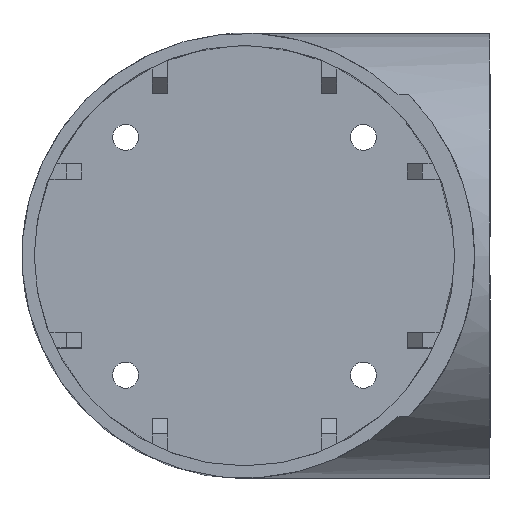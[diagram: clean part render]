
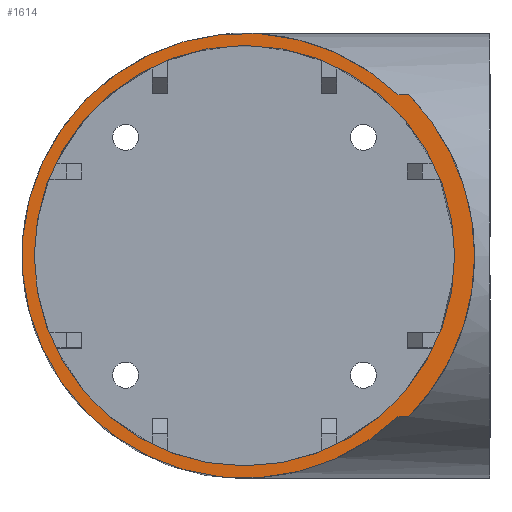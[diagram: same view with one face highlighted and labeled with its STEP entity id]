
A CAD part, top view. The second image highlights one B-rep face of the part: STEP entity #1614.
In plain terms, the highlighted planar face has unit normal (0, 0, 1).
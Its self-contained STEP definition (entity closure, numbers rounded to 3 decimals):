
#33 = CYLINDRICAL_SURFACE('',#34,29.);
#34 = AXIS2_PLACEMENT_3D('',#35,#36,#37);
#35 = CARTESIAN_POINT('',(0.,0.,0.));
#36 = DIRECTION('',(0.,0.,1.));
#37 = DIRECTION('',(1.,0.,0.));
#51 = CYLINDRICAL_SURFACE('',#52,29.);
#52 = AXIS2_PLACEMENT_3D('',#53,#54,#55);
#53 = CARTESIAN_POINT('',(0.,0.,30.));
#54 = DIRECTION('',(1.,0.,0.));
#55 = DIRECTION('',(0.,0.,-1.));
#133 = VERTEX_POINT('',#134);
#134 = CARTESIAN_POINT('',(20.,-21.,50.));
#168 = EDGE_CURVE('',#169,#133,#171,.T.);
#169 = VERTEX_POINT('',#170);
#170 = CARTESIAN_POINT('',(20.,21.,50.));
#171 = SURFACE_CURVE('',#172,(#177,#184),.PCURVE_S1.);
#172 = CIRCLE('',#173,29.);
#173 = AXIS2_PLACEMENT_3D('',#174,#175,#176);
#174 = CARTESIAN_POINT('',(0.,0.,50.));
#175 = DIRECTION('',(0.,0.,1.));
#176 = DIRECTION('',(1.,0.,0.));
#177 = PCURVE('',#33,#178);
#178 = DEFINITIONAL_REPRESENTATION('',(#179),#183);
#179 = LINE('',#180,#181);
#180 = CARTESIAN_POINT('',(0.,50.));
#181 = VECTOR('',#182,1.);
#182 = DIRECTION('',(1.,0.));
#183 = ( GEOMETRIC_REPRESENTATION_CONTEXT(2) 
PARAMETRIC_REPRESENTATION_CONTEXT() REPRESENTATION_CONTEXT('2D SPACE',''
  ) );
#184 = PCURVE('',#185,#190);
#185 = PLANE('',#186);
#186 = AXIS2_PLACEMENT_3D('',#187,#188,#189);
#187 = CARTESIAN_POINT('',(0.,0.,50.));
#188 = DIRECTION('',(0.,0.,1.));
#189 = DIRECTION('',(1.,0.,0.));
#190 = DEFINITIONAL_REPRESENTATION('',(#191),#195);
#191 = CIRCLE('',#192,29.);
#192 = AXIS2_PLACEMENT_2D('',#193,#194);
#193 = CARTESIAN_POINT('',(0.,0.));
#194 = DIRECTION('',(1.,0.));
#195 = ( GEOMETRIC_REPRESENTATION_CONTEXT(2) 
PARAMETRIC_REPRESENTATION_CONTEXT() REPRESENTATION_CONTEXT('2D SPACE',''
  ) );
#1019 = EDGE_CURVE('',#169,#1020,#1022,.T.);
#1020 = VERTEX_POINT('',#1021);
#1021 = CARTESIAN_POINT('',(21.424,21.,50.));
#1022 = SURFACE_CURVE('',#1023,(#1027,#1033),.PCURVE_S1.);
#1023 = LINE('',#1024,#1025);
#1024 = CARTESIAN_POINT('',(0.,21.,50.));
#1025 = VECTOR('',#1026,1.);
#1026 = DIRECTION('',(1.,0.,0.));
#1027 = PCURVE('',#51,#1028);
#1028 = DEFINITIONAL_REPRESENTATION('',(#1029),#1032);
#1029 = B_SPLINE_CURVE_WITH_KNOTS('',1,(#1030,#1031),.UNSPECIFIED.,.F.,
  .F.,(2,2),(0.,32.),.PIECEWISE_BEZIER_KNOTS.);
#1030 = CARTESIAN_POINT('',(2.332,0.));
#1031 = CARTESIAN_POINT('',(2.332,32.));
#1032 = ( GEOMETRIC_REPRESENTATION_CONTEXT(2) 
PARAMETRIC_REPRESENTATION_CONTEXT() REPRESENTATION_CONTEXT('2D SPACE',''
  ) );
#1033 = PCURVE('',#185,#1034);
#1034 = DEFINITIONAL_REPRESENTATION('',(#1035),#1038);
#1035 = B_SPLINE_CURVE_WITH_KNOTS('',1,(#1036,#1037),.UNSPECIFIED.,.F.,
  .F.,(2,2),(0.,32.),.PIECEWISE_BEZIER_KNOTS.);
#1036 = CARTESIAN_POINT('',(0.,21.));
#1037 = CARTESIAN_POINT('',(32.,21.));
#1038 = ( GEOMETRIC_REPRESENTATION_CONTEXT(2) 
PARAMETRIC_REPRESENTATION_CONTEXT() REPRESENTATION_CONTEXT('2D SPACE',''
  ) );
#1206 = CYLINDRICAL_SURFACE('',#1207,30.);
#1207 = AXIS2_PLACEMENT_3D('',#1208,#1209,#1210);
#1208 = CARTESIAN_POINT('',(0.,0.,50.));
#1209 = DIRECTION('',(0.,0.,1.));
#1210 = DIRECTION('',(1.,0.,0.));
#1351 = VERTEX_POINT('',#1352);
#1352 = CARTESIAN_POINT('',(21.424,-21.,50.));
#1595 = EDGE_CURVE('',#133,#1351,#1596,.T.);
#1596 = SURFACE_CURVE('',#1597,(#1601,#1607),.PCURVE_S1.);
#1597 = LINE('',#1598,#1599);
#1598 = CARTESIAN_POINT('',(0.,-21.,50.));
#1599 = VECTOR('',#1600,1.);
#1600 = DIRECTION('',(1.,0.,0.));
#1601 = PCURVE('',#51,#1602);
#1602 = DEFINITIONAL_REPRESENTATION('',(#1603),#1606);
#1603 = B_SPLINE_CURVE_WITH_KNOTS('',1,(#1604,#1605),.UNSPECIFIED.,.F.,
  .F.,(2,2),(0.,32.),.PIECEWISE_BEZIER_KNOTS.);
#1604 = CARTESIAN_POINT('',(3.951,0.));
#1605 = CARTESIAN_POINT('',(3.951,32.));
#1606 = ( GEOMETRIC_REPRESENTATION_CONTEXT(2) 
PARAMETRIC_REPRESENTATION_CONTEXT() REPRESENTATION_CONTEXT('2D SPACE',''
  ) );
#1607 = PCURVE('',#185,#1608);
#1608 = DEFINITIONAL_REPRESENTATION('',(#1609),#1612);
#1609 = B_SPLINE_CURVE_WITH_KNOTS('',1,(#1610,#1611),.UNSPECIFIED.,.F.,
  .F.,(2,2),(0.,32.),.PIECEWISE_BEZIER_KNOTS.);
#1610 = CARTESIAN_POINT('',(0.,-21.));
#1611 = CARTESIAN_POINT('',(32.,-21.));
#1612 = ( GEOMETRIC_REPRESENTATION_CONTEXT(2) 
PARAMETRIC_REPRESENTATION_CONTEXT() REPRESENTATION_CONTEXT('2D SPACE',''
  ) );
#1614 = ADVANCED_FACE('',(#1615,#1710),#185,.T.);
#1615 = FACE_BOUND('',#1616,.T.);
#1616 = EDGE_LOOP('',(#1617,#1663,#1707,#1708,#1709));
#1617 = ORIENTED_EDGE('',*,*,#1618,.T.);
#1618 = EDGE_CURVE('',#1351,#1619,#1621,.T.);
#1619 = VERTEX_POINT('',#1620);
#1620 = CARTESIAN_POINT('',(30.,0.,50.));
#1621 = SURFACE_CURVE('',#1622,(#1627,#1634),.PCURVE_S1.);
#1622 = CIRCLE('',#1623,30.);
#1623 = AXIS2_PLACEMENT_3D('',#1624,#1625,#1626);
#1624 = CARTESIAN_POINT('',(0.,0.,50.));
#1625 = DIRECTION('',(0.,0.,1.));
#1626 = DIRECTION('',(1.,0.,0.));
#1627 = PCURVE('',#185,#1628);
#1628 = DEFINITIONAL_REPRESENTATION('',(#1629),#1633);
#1629 = CIRCLE('',#1630,30.);
#1630 = AXIS2_PLACEMENT_2D('',#1631,#1632);
#1631 = CARTESIAN_POINT('',(0.,0.));
#1632 = DIRECTION('',(1.,0.));
#1633 = ( GEOMETRIC_REPRESENTATION_CONTEXT(2) 
PARAMETRIC_REPRESENTATION_CONTEXT() REPRESENTATION_CONTEXT('2D SPACE',''
  ) );
#1634 = PCURVE('',#1206,#1635);
#1635 = DEFINITIONAL_REPRESENTATION('',(#1636),#1662);
#1636 = B_SPLINE_CURVE_WITH_KNOTS('',3,(#1637,#1638,#1639,#1640,#1641,
    #1642,#1643,#1644,#1645,#1646,#1647,#1648,#1649,#1650,#1651,#1652,
    #1653,#1654,#1655,#1656,#1657,#1658,#1659,#1660,#1661),
  .UNSPECIFIED.,.F.,.F.,(4,1,1,1,1,1,1,1,1,1,1,1,1,1,1,1,1,1,1,1,1,1,4),
  (5.508,5.543,5.578,5.614,
    5.649,5.684,5.719,5.755,
    5.79,5.825,5.86,5.895,
    5.931,5.966,6.001,6.036,
    6.072,6.107,6.142,6.177,
    6.213,6.248,6.283),.QUASI_UNIFORM_KNOTS.);
#1637 = CARTESIAN_POINT('',(-0.775,0.));
#1638 = CARTESIAN_POINT('',(-0.764,0.));
#1639 = CARTESIAN_POINT('',(-0.74,0.));
#1640 = CARTESIAN_POINT('',(-0.705,0.));
#1641 = CARTESIAN_POINT('',(-0.67,0.));
#1642 = CARTESIAN_POINT('',(-0.634,0.));
#1643 = CARTESIAN_POINT('',(-0.599,0.));
#1644 = CARTESIAN_POINT('',(-0.564,0.));
#1645 = CARTESIAN_POINT('',(-0.529,0.));
#1646 = CARTESIAN_POINT('',(-0.493,0.));
#1647 = CARTESIAN_POINT('',(-0.458,0.));
#1648 = CARTESIAN_POINT('',(-0.423,0.));
#1649 = CARTESIAN_POINT('',(-0.388,0.));
#1650 = CARTESIAN_POINT('',(-0.352,0.));
#1651 = CARTESIAN_POINT('',(-0.317,0.));
#1652 = CARTESIAN_POINT('',(-0.282,0.));
#1653 = CARTESIAN_POINT('',(-0.247,0.));
#1654 = CARTESIAN_POINT('',(-0.211,0.));
#1655 = CARTESIAN_POINT('',(-0.176,0.));
#1656 = CARTESIAN_POINT('',(-0.141,0.));
#1657 = CARTESIAN_POINT('',(-0.106,0.));
#1658 = CARTESIAN_POINT('',(-0.07,0.));
#1659 = CARTESIAN_POINT('',(-0.035,0.));
#1660 = CARTESIAN_POINT('',(-0.012,0.));
#1661 = CARTESIAN_POINT('',(0.,0.));
#1662 = ( GEOMETRIC_REPRESENTATION_CONTEXT(2) 
PARAMETRIC_REPRESENTATION_CONTEXT() REPRESENTATION_CONTEXT('2D SPACE',''
  ) );
#1663 = ORIENTED_EDGE('',*,*,#1664,.T.);
#1664 = EDGE_CURVE('',#1619,#1020,#1665,.T.);
#1665 = SURFACE_CURVE('',#1666,(#1671,#1678),.PCURVE_S1.);
#1666 = CIRCLE('',#1667,30.);
#1667 = AXIS2_PLACEMENT_3D('',#1668,#1669,#1670);
#1668 = CARTESIAN_POINT('',(0.,0.,50.));
#1669 = DIRECTION('',(0.,0.,1.));
#1670 = DIRECTION('',(1.,0.,0.));
#1671 = PCURVE('',#185,#1672);
#1672 = DEFINITIONAL_REPRESENTATION('',(#1673),#1677);
#1673 = CIRCLE('',#1674,30.);
#1674 = AXIS2_PLACEMENT_2D('',#1675,#1676);
#1675 = CARTESIAN_POINT('',(0.,0.));
#1676 = DIRECTION('',(1.,0.));
#1677 = ( GEOMETRIC_REPRESENTATION_CONTEXT(2) 
PARAMETRIC_REPRESENTATION_CONTEXT() REPRESENTATION_CONTEXT('2D SPACE',''
  ) );
#1678 = PCURVE('',#1206,#1679);
#1679 = DEFINITIONAL_REPRESENTATION('',(#1680),#1706);
#1680 = B_SPLINE_CURVE_WITH_KNOTS('',3,(#1681,#1682,#1683,#1684,#1685,
    #1686,#1687,#1688,#1689,#1690,#1691,#1692,#1693,#1694,#1695,#1696,
    #1697,#1698,#1699,#1700,#1701,#1702,#1703,#1704,#1705),
  .UNSPECIFIED.,.F.,.F.,(4,1,1,1,1,1,1,1,1,1,1,1,1,1,1,1,1,1,1,1,1,1,4),
  (0.,0.035,0.07,0.106,0.141
    ,0.176,0.211,0.247,0.282,
    0.317,0.352,0.388,0.423,
    0.458,0.493,0.529,0.564,
    0.599,0.634,0.67,0.705,
    0.74,0.775),.QUASI_UNIFORM_KNOTS.);
#1681 = CARTESIAN_POINT('',(0.,0.));
#1682 = CARTESIAN_POINT('',(0.012,0.));
#1683 = CARTESIAN_POINT('',(0.035,0.));
#1684 = CARTESIAN_POINT('',(0.07,0.));
#1685 = CARTESIAN_POINT('',(0.106,0.));
#1686 = CARTESIAN_POINT('',(0.141,0.));
#1687 = CARTESIAN_POINT('',(0.176,0.));
#1688 = CARTESIAN_POINT('',(0.211,0.));
#1689 = CARTESIAN_POINT('',(0.247,0.));
#1690 = CARTESIAN_POINT('',(0.282,0.));
#1691 = CARTESIAN_POINT('',(0.317,0.));
#1692 = CARTESIAN_POINT('',(0.352,0.));
#1693 = CARTESIAN_POINT('',(0.388,0.));
#1694 = CARTESIAN_POINT('',(0.423,0.));
#1695 = CARTESIAN_POINT('',(0.458,0.));
#1696 = CARTESIAN_POINT('',(0.493,0.));
#1697 = CARTESIAN_POINT('',(0.529,0.));
#1698 = CARTESIAN_POINT('',(0.564,0.));
#1699 = CARTESIAN_POINT('',(0.599,0.));
#1700 = CARTESIAN_POINT('',(0.634,0.));
#1701 = CARTESIAN_POINT('',(0.67,0.));
#1702 = CARTESIAN_POINT('',(0.705,0.));
#1703 = CARTESIAN_POINT('',(0.74,0.));
#1704 = CARTESIAN_POINT('',(0.764,0.));
#1705 = CARTESIAN_POINT('',(0.775,0.));
#1706 = ( GEOMETRIC_REPRESENTATION_CONTEXT(2) 
PARAMETRIC_REPRESENTATION_CONTEXT() REPRESENTATION_CONTEXT('2D SPACE',''
  ) );
#1707 = ORIENTED_EDGE('',*,*,#1019,.F.);
#1708 = ORIENTED_EDGE('',*,*,#168,.T.);
#1709 = ORIENTED_EDGE('',*,*,#1595,.T.);
#1710 = FACE_BOUND('',#1711,.T.);
#1711 = EDGE_LOOP('',(#1712));
#1712 = ORIENTED_EDGE('',*,*,#1713,.F.);
#1713 = EDGE_CURVE('',#1714,#1714,#1716,.T.);
#1714 = VERTEX_POINT('',#1715);
#1715 = CARTESIAN_POINT('',(27.4,0.,50.));
#1716 = SURFACE_CURVE('',#1717,(#1722,#1729),.PCURVE_S1.);
#1717 = CIRCLE('',#1718,27.4);
#1718 = AXIS2_PLACEMENT_3D('',#1719,#1720,#1721);
#1719 = CARTESIAN_POINT('',(0.,0.,50.));
#1720 = DIRECTION('',(0.,0.,1.));
#1721 = DIRECTION('',(1.,0.,0.));
#1722 = PCURVE('',#185,#1723);
#1723 = DEFINITIONAL_REPRESENTATION('',(#1724),#1728);
#1724 = CIRCLE('',#1725,27.4);
#1725 = AXIS2_PLACEMENT_2D('',#1726,#1727);
#1726 = CARTESIAN_POINT('',(0.,0.));
#1727 = DIRECTION('',(1.,0.));
#1728 = ( GEOMETRIC_REPRESENTATION_CONTEXT(2) 
PARAMETRIC_REPRESENTATION_CONTEXT() REPRESENTATION_CONTEXT('2D SPACE',''
  ) );
#1729 = PCURVE('',#1730,#1735);
#1730 = CYLINDRICAL_SURFACE('',#1731,27.4);
#1731 = AXIS2_PLACEMENT_3D('',#1732,#1733,#1734);
#1732 = CARTESIAN_POINT('',(0.,0.,60.));
#1733 = DIRECTION('',(0.,0.,1.));
#1734 = DIRECTION('',(1.,0.,0.));
#1735 = DEFINITIONAL_REPRESENTATION('',(#1736),#1740);
#1736 = LINE('',#1737,#1738);
#1737 = CARTESIAN_POINT('',(0.,-10.));
#1738 = VECTOR('',#1739,1.);
#1739 = DIRECTION('',(1.,0.));
#1740 = ( GEOMETRIC_REPRESENTATION_CONTEXT(2) 
PARAMETRIC_REPRESENTATION_CONTEXT() REPRESENTATION_CONTEXT('2D SPACE',''
  ) );
